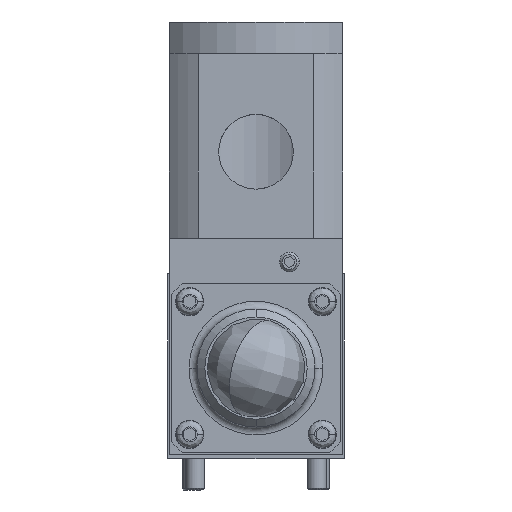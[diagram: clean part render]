
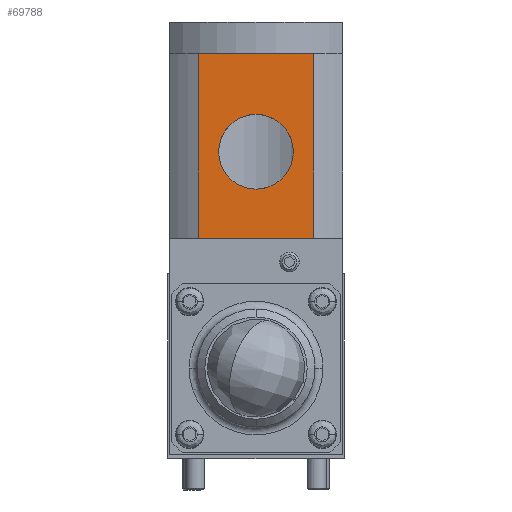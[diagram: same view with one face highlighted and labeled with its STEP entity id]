
A CAD part, front view. The second image highlights one B-rep face of the part: STEP entity #69788.
In plain terms, the highlighted planar face has unit normal (0, -1, 0).
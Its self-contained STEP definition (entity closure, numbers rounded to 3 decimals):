
#2608 = VERTEX_POINT ( 'NONE', #57755 ) ;
#5211 = CARTESIAN_POINT ( 'NONE',  ( 28.793, -112.204, 36.5 ) ) ;
#5267 = CARTESIAN_POINT ( 'NONE',  ( 14.122, -112.204, 49. ) ) ;
#5271 = CARTESIAN_POINT ( 'NONE',  ( 28.793, -112.204, 83.5 ) ) ;
#14657 = AXIS2_PLACEMENT_3D ( 'NONE', #38908, #38909, #38910 ) ;
#14895 = AXIS2_PLACEMENT_3D ( 'NONE', #38660, #38661, #38662 ) ;
#19582 = VERTEX_POINT ( 'NONE', #57438 ) ;
#19810 = VERTEX_POINT ( 'NONE', #57533 ) ;
#29558 = PLANE ( 'NONE',  #37790 ) ;
#29565 = CARTESIAN_POINT ( 'NONE',  ( 14.122, -112.204, 36.5 ) ) ;
#29566 = DIRECTION ( 'NONE',  ( 0., 1., 0. ) ) ;
#29567 = DIRECTION ( 'NONE',  ( 0., 0., 1. ) ) ;
#31012 = FACE_OUTER_BOUND ( 'NONE', #68349, .T. ) ;
#31018 = FACE_BOUND ( 'NONE', #69625, .T. ) ;
#37790 = AXIS2_PLACEMENT_3D ( 'NONE', #29565, #29566, #29567 ) ;
#38660 = CARTESIAN_POINT ( 'NONE',  ( 14.122, -112.204, 58.5 ) ) ;
#38661 = DIRECTION ( 'NONE',  ( 0., -1., 0. ) ) ;
#38662 = DIRECTION ( 'NONE',  ( 0., 0., -1. ) ) ;
#38908 = CARTESIAN_POINT ( 'NONE',  ( 14.122, -112.204, 58.5 ) ) ;
#38909 = DIRECTION ( 'NONE',  ( 0., -1., 0. ) ) ;
#38910 = DIRECTION ( 'NONE',  ( 0., 0., -1. ) ) ;
#39904 = EDGE_CURVE ( 'NONE', #19582, #66491, #41612, .T. ) ;
#39981 = EDGE_CURVE ( 'NONE', #66491, #19582, #41718, .T. ) ;
#41612 = CIRCLE ( 'NONE', #14895, 9.5 ) ;
#41718 = CIRCLE ( 'NONE', #14657, 9.5 ) ;
#57438 = CARTESIAN_POINT ( 'NONE',  ( 14.122, -112.204, 68. ) ) ;
#57533 = CARTESIAN_POINT ( 'NONE',  ( -0.55, -112.204, 36.5 ) ) ;
#57755 = CARTESIAN_POINT ( 'NONE',  ( -0.55, -112.204, 83.5 ) ) ;
#66356 = VERTEX_POINT ( 'NONE', #5211 ) ;
#66362 = ORIENTED_EDGE ( 'NONE', *, *, #73014, .F. ) ;
#66401 = ORIENTED_EDGE ( 'NONE', *, *, #72957, .F. ) ;
#66413 = ORIENTED_EDGE ( 'NONE', *, *, #73011, .F. ) ;
#66436 = ORIENTED_EDGE ( 'NONE', *, *, #39981, .F. ) ;
#66491 = VERTEX_POINT ( 'NONE', #5267 ) ;
#66499 = VERTEX_POINT ( 'NONE', #5271 ) ;
#66568 = ORIENTED_EDGE ( 'NONE', *, *, #39904, .F. ) ;
#66651 = ORIENTED_EDGE ( 'NONE', *, *, #72952, .T. ) ;
#68349 = EDGE_LOOP ( 'NONE', ( #66413, #66362, #66651, #66401 ) ) ;
#69625 = EDGE_LOOP ( 'NONE', ( #66436, #66568 ) ) ;
#69788 = ADVANCED_FACE ( 'NONE', ( #31012, #31018 ), #29558, .F. ) ;
#71310 = LINE ( 'NONE', #72438, #71312 ) ;
#71312 = VECTOR ( 'NONE', #72439, 1000. ) ;
#71322 = LINE ( 'NONE', #72452, #71324 ) ;
#71324 = VECTOR ( 'NONE', #72451, 1000. ) ;
#71424 = LINE ( 'NONE', #72674, #71425 ) ;
#71425 = VECTOR ( 'NONE', #72675, 1000. ) ;
#71426 = LINE ( 'NONE', #72684, #71428 ) ;
#71428 = VECTOR ( 'NONE', #72685, 1000. ) ;
#72438 = CARTESIAN_POINT ( 'NONE',  ( 14.122, -112.204, 83.5 ) ) ;
#72439 = DIRECTION ( 'NONE',  ( -1., 0., 0. ) ) ;
#72451 = DIRECTION ( 'NONE',  ( 0., 0., 1. ) ) ;
#72452 = CARTESIAN_POINT ( 'NONE',  ( -0.55, -112.204, 83.5 ) ) ;
#72674 = CARTESIAN_POINT ( 'NONE',  ( 14.122, -112.204, 36.5 ) ) ;
#72675 = DIRECTION ( 'NONE',  ( -1., 0., 0. ) ) ;
#72684 = CARTESIAN_POINT ( 'NONE',  ( 28.793, -112.204, 83.5 ) ) ;
#72685 = DIRECTION ( 'NONE',  ( 0., 0., -1. ) ) ;
#72952 = EDGE_CURVE ( 'NONE', #66499, #2608, #71310, .T. ) ;
#72957 = EDGE_CURVE ( 'NONE', #19810, #2608, #71322, .T. ) ;
#73011 = EDGE_CURVE ( 'NONE', #66356, #19810, #71424, .T. ) ;
#73014 = EDGE_CURVE ( 'NONE', #66499, #66356, #71426, .T. ) ;
